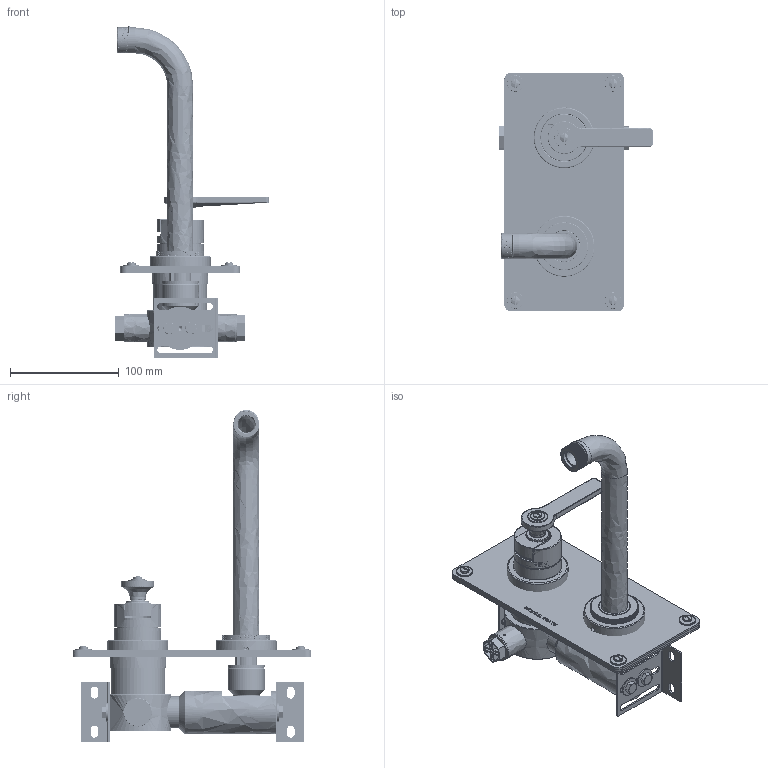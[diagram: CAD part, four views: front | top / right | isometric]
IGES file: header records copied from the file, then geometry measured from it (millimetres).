
Global section: file name: V7KA20S-3LF-LH; native system: Autodesk Inventor 2020; preprocessor: unknown; author: rclarke; date: 20230106.133244; units: millimetre
Bounding box: 142.02 x 220 x 305.9 mm (x, y, z)
Volume: 619122.7 mm3; surface area: 333273 mm2
Topology: 63 solids, 63 shells, 8980 faces, 20398 edges, 11689 vertices
Faces by surface type: bspline 8980
